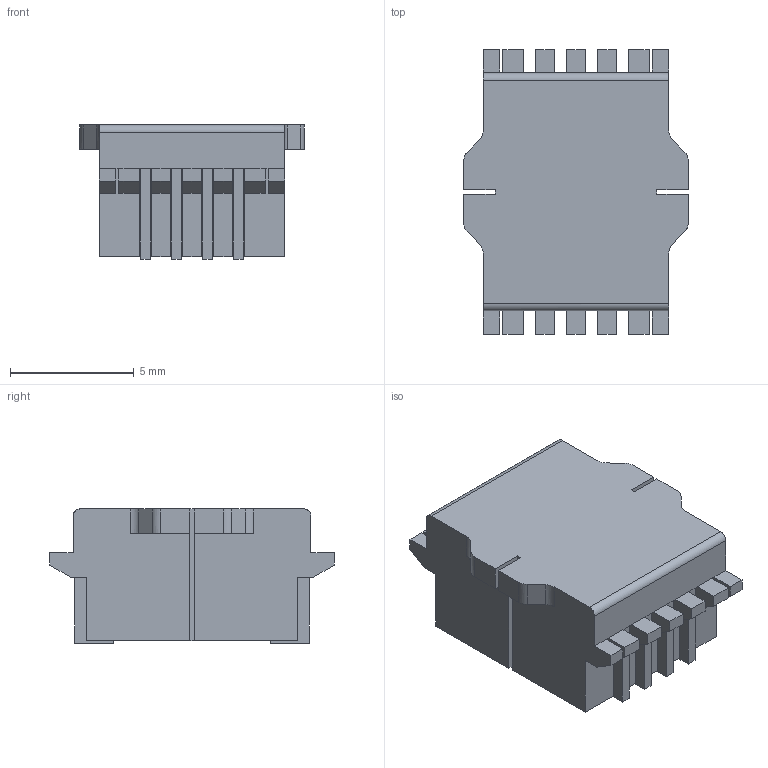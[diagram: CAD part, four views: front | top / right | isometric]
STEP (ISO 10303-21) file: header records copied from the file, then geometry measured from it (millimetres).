
FILE_DESCRIPTION( ('This file contains a STEP AP42 implementation' ,'as created by ZW3D STEP Interface translator.') ,'2;1' );
FILE_NAME( 'ACA-SPI-004-K01.stp' ,'23 3 4.13 321', (''), ('ZWCAD Software Co.'), 'Version 1.0', 'ZW3D to STEP translator', '' );
FILE_SCHEMA(('AUTOMOTIVE_DESIGN { 1 0 10303 214 1 1 1 1 }'));
Length unit declared in the file: millimetre
Products named in the file (2): 0; ACA-SPI-004-K01
Bounding box: 9.06 x 11.48 x 5.41 mm (x, y, z)
Volume: 370.5 mm3; surface area: 583 mm2
Topology: 1 solids, 1 shells, 244 faces, 657 edges, 430 vertices
Faces by surface type: plane 220, bspline 24
Entity records: 8533 total; most frequent: CARTESIAN_POINT 2340, ORIENTED_EDGE 1314, DIRECTION 1051, EDGE_CURVE 657, VECTOR 609, LINE 609, VERTEX_POINT 430, EDGE_LOOP 259
